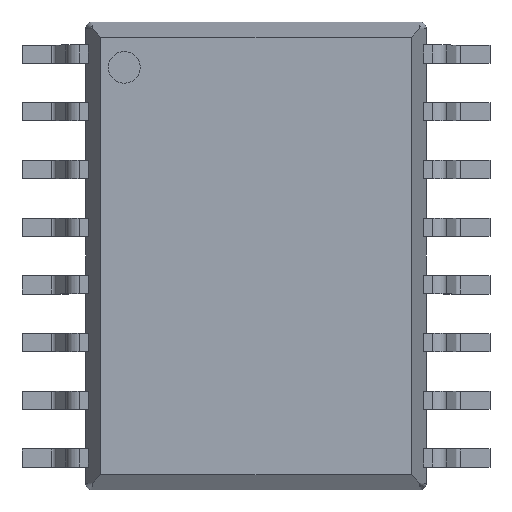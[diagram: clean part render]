
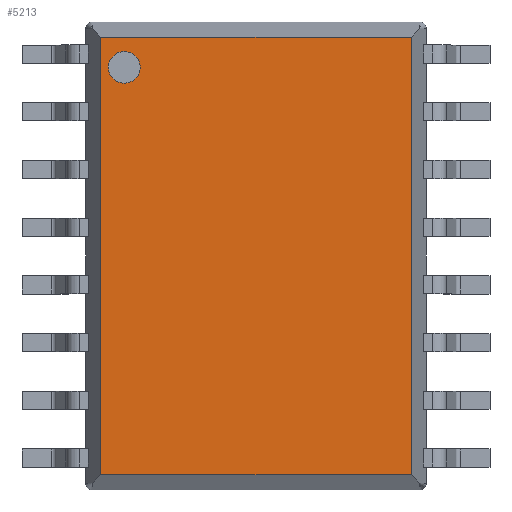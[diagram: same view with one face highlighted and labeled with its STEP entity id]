
A CAD part, top view. The second image highlights one B-rep face of the part: STEP entity #5213.
In plain terms, the highlighted planar face has unit normal (0, 0, 1).
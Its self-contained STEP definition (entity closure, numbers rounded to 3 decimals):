
#322 = CARTESIAN_POINT ( 'NONE',  ( -3.6, 5., 2.75 ) ) ;
#470 = ORIENTED_EDGE ( 'NONE', *, *, #535, .T. ) ;
#535 = EDGE_CURVE ( 'NONE', #3971, #7966, #10593, .T. ) ;
#587 = ORIENTED_EDGE ( 'NONE', *, *, #6969, .T. ) ;
#625 = CARTESIAN_POINT ( 'NONE',  ( -3.415, 4.815, 2.75 ) ) ;
#851 = CARTESIAN_POINT ( 'NONE',  ( -2.9, 4.15, 2.75 ) ) ;
#853 = CARTESIAN_POINT ( 'NONE',  ( 3.415, -4.815, 2.75 ) ) ;
#907 = ORIENTED_EDGE ( 'NONE', *, *, #3175, .T. ) ;
#1013 = PLANE ( 'NONE',  #1545 ) ;
#1192 = EDGE_CURVE ( 'NONE', #7966, #6960, #2875, .T. ) ;
#1265 = LINE ( 'NONE', #7385, #5650 ) ;
#1292 = VERTEX_POINT ( 'NONE', #8401 ) ;
#1461 = DIRECTION ( 'NONE',  ( 1., 0., 0. ) ) ;
#1490 = ORIENTED_EDGE ( 'NONE', *, *, #2147, .F. ) ;
#1545 = AXIS2_PLACEMENT_3D ( 'NONE', #322, #3533, #6795 ) ;
#1799 = VERTEX_POINT ( 'NONE', #4957 ) ;
#2147 = EDGE_CURVE ( 'NONE', #8219, #1292, #8883, .T. ) ;
#2402 = CARTESIAN_POINT ( 'NONE',  ( -3.25, 4.15, 2.75 ) ) ;
#2822 = CARTESIAN_POINT ( 'NONE',  ( 3.415, 4.815, 2.75 ) ) ;
#2875 = LINE ( 'NONE', #4106, #7662 ) ;
#3133 = DIRECTION ( 'NONE',  ( 0., -1., 0. ) ) ;
#3175 = EDGE_CURVE ( 'NONE', #1799, #3971, #1265, .T. ) ;
#3533 = DIRECTION ( 'NONE',  ( 0., 0., -1. ) ) ;
#3971 = VERTEX_POINT ( 'NONE', #853 ) ;
#4106 = CARTESIAN_POINT ( 'NONE',  ( -3.6, 4.815, 2.75 ) ) ;
#4156 = EDGE_LOOP ( 'NONE', ( #6702, #587, #907, #470 ) ) ;
#4757 = EDGE_LOOP ( 'NONE', ( #10285, #1490 ) ) ;
#4957 = CARTESIAN_POINT ( 'NONE',  ( -3.415, -4.815, 2.75 ) ) ;
#5213 = ADVANCED_FACE ( 'NONE', ( #8902, #10307 ), #1013, .F. ) ;
#5394 = DIRECTION ( 'NONE',  ( 0., 1., 0. ) ) ;
#5650 = VECTOR ( 'NONE', #9874, 1000. ) ;
#6251 = DIRECTION ( 'NONE',  ( 0., 0., 1. ) ) ;
#6363 = CARTESIAN_POINT ( 'NONE',  ( -2.9, 4.15, 2.75 ) ) ;
#6485 = CARTESIAN_POINT ( 'NONE',  ( -3.415, 5., 2.75 ) ) ;
#6702 = ORIENTED_EDGE ( 'NONE', *, *, #1192, .T. ) ;
#6795 = DIRECTION ( 'NONE',  ( -1., 0., 0. ) ) ;
#6960 = VERTEX_POINT ( 'NONE', #625 ) ;
#6969 = EDGE_CURVE ( 'NONE', #6960, #1799, #8095, .T. ) ;
#6978 = CIRCLE ( 'NONE', #10259, 0.35 ) ;
#7385 = CARTESIAN_POINT ( 'NONE',  ( -3.6, -4.815, 2.75 ) ) ;
#7662 = VECTOR ( 'NONE', #9052, 1000. ) ;
#7966 = VERTEX_POINT ( 'NONE', #2822 ) ;
#8095 = LINE ( 'NONE', #6485, #8967 ) ;
#8219 = VERTEX_POINT ( 'NONE', #2402 ) ;
#8280 = DIRECTION ( 'NONE',  ( 0., 0., 1. ) ) ;
#8401 = CARTESIAN_POINT ( 'NONE',  ( -2.55, 4.15, 2.75 ) ) ;
#8883 = CIRCLE ( 'NONE', #10632, 0.35 ) ;
#8902 = FACE_BOUND ( 'NONE', #4757, .T. ) ;
#8967 = VECTOR ( 'NONE', #3133, 1000. ) ;
#9019 = EDGE_CURVE ( 'NONE', #1292, #8219, #6978, .T. ) ;
#9028 = DIRECTION ( 'NONE',  ( 1., 0., 0. ) ) ;
#9052 = DIRECTION ( 'NONE',  ( -1., 0., 0. ) ) ;
#9533 = CARTESIAN_POINT ( 'NONE',  ( 3.415, 5., 2.75 ) ) ;
#9874 = DIRECTION ( 'NONE',  ( 1., 0., 0. ) ) ;
#9954 = VECTOR ( 'NONE', #5394, 1000. ) ;
#10259 = AXIS2_PLACEMENT_3D ( 'NONE', #851, #8280, #9028 ) ;
#10285 = ORIENTED_EDGE ( 'NONE', *, *, #9019, .F. ) ;
#10307 = FACE_OUTER_BOUND ( 'NONE', #4156, .T. ) ;
#10593 = LINE ( 'NONE', #9533, #9954 ) ;
#10632 = AXIS2_PLACEMENT_3D ( 'NONE', #6363, #6251, #1461 ) ;
